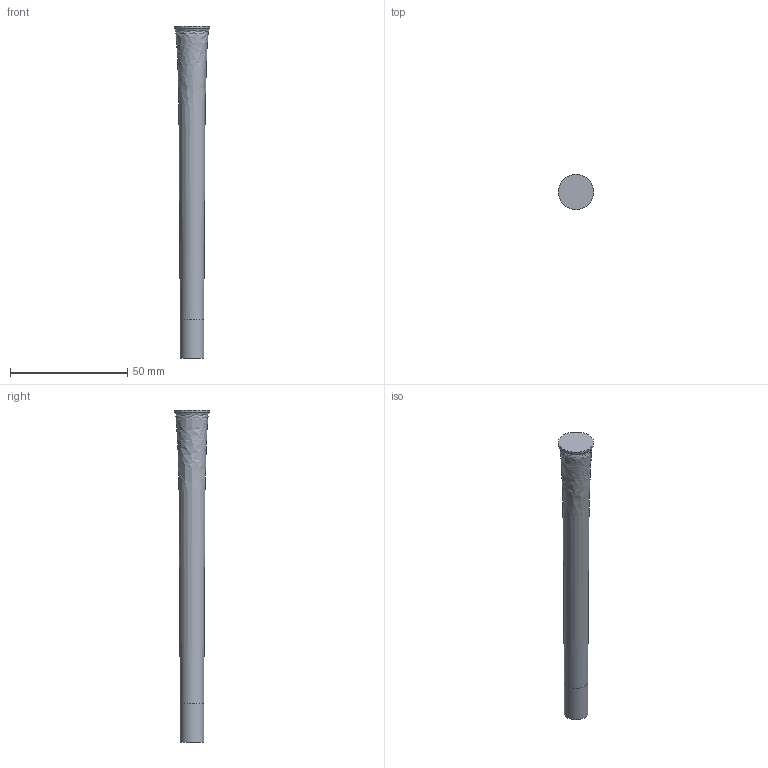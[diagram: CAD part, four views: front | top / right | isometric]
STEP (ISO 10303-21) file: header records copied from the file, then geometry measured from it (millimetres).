
FILE_DESCRIPTION(('FreeCAD Model'),'2;1');
FILE_NAME('Open CASCADE Shape Model','2025-03-17T18:37:33',(''),(''), 'Open CASCADE STEP processor 7.8','FreeCAD','Unknown');
FILE_SCHEMA(('AUTOMOTIVE_DESIGN { 1 0 10303 214 1 1 1 1 }'));
Length unit declared in the file: millimetre
Products named in the file (1): Turntable-parametric
Bounding box: 15 x 15 x 141.4 mm (x, y, z)
Volume: 12698.3 mm3; surface area: 5316.1 mm2
Topology: 1 solids, 1 shells, 8 faces, 13 edges, 8 vertices
Faces by surface type: plane 3, cylinder 2, bspline 2, revolution 1
Full cylindrical faces by diameter (mm): 10 x1, 15 x1
Entity records: 270 total; most frequent: CARTESIAN_POINT 108, ORIENTED_EDGE 26, DIRECTION 25, EDGE_CURVE 13, AXIS2_PLACEMENT_3D 11, FACE_BOUND 9, EDGE_LOOP 9, ADVANCED_FACE 8
